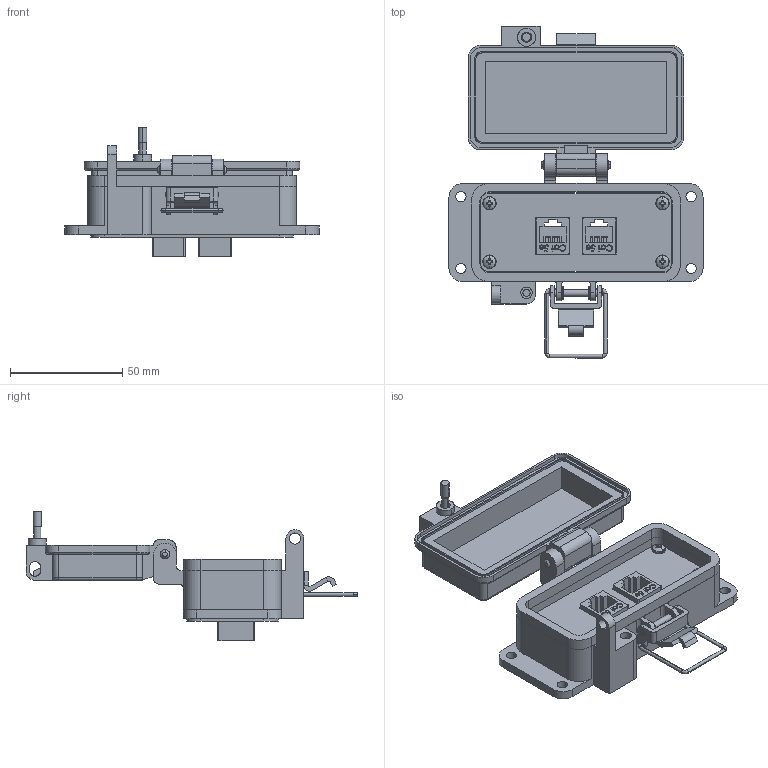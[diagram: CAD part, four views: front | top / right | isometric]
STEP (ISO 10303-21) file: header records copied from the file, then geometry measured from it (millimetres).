
FILE_DESCRIPTION (( 'STEP AP203' ), '1' );
FILE_NAME ('P-R2#2-F3RX_3D.STEP', '2021-03-31T14:08:09', ( '' ), ( '' ), 'SwSTEP 2.0', 'SolidWorks 2019', '' );
FILE_SCHEMA (( 'CONFIG_CONTROL_DESIGN' ));
Length unit declared in the file: millimetre
Products named in the file (11): P-R2#2-F3RX_3D; P-R2#2-F3RX_FP060_1; R2; -F3; Z-000-4243316TFP; Z-H-F3_B; P-R2#2-F3RX_BP180_1; Z-300-RJ45CAT5; P-R2#2-F3RX_TP060_1; 92005A124_METRIC PAN HEAD PHILLIPS MACHINE SCREW_92005A124
Assembly tree (17 placements, depth 3):
  P-R2#2-F3RX_3D
    P-R2#2-F3RX_BP180_1
    P-R2#2-F3RX_TP060_1
    Z-000-4243316TFP  x4
    P-R2#2-F3RX_FP060_1
    R2
      Z-300-RJ45CAT5
    R2
      Z-300-RJ45CAT5
    -F3
      Z-H-F3_B
    92005A124_METRIC PAN HEAD PHILLIPS MACHINE SCREW_92005A124  x4
Bounding box: 113 x 147.61 x 57.72 mm (x, y, z)
Volume: 90318.3 mm3; surface area: 70047.4 mm2
Topology: 23 solids, 23 shells, 2168 faces, 6080 edges, 4026 vertices
Faces by surface type: cylinder 909, plane 829, bspline 326, cone 80, torus 16, sphere 8
Entity records: 47459 total; most frequent: CARTESIAN_POINT 18398, ORIENTED_EDGE 6386, DIRECTION 4911, EDGE_CURVE 3193, VERTEX_POINT 2113, VECTOR 1835, LINE 1835, AXIS2_PLACEMENT_3D 1538
